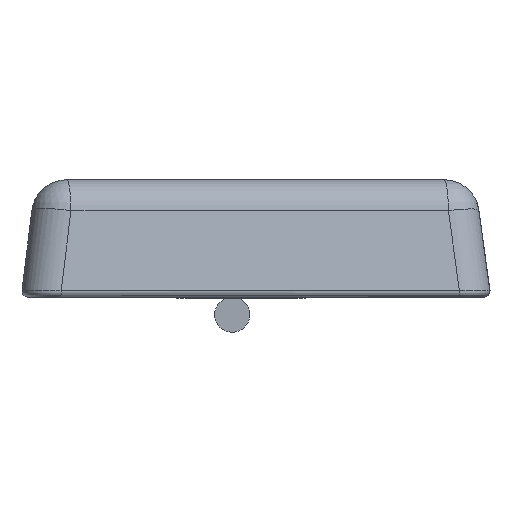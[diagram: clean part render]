
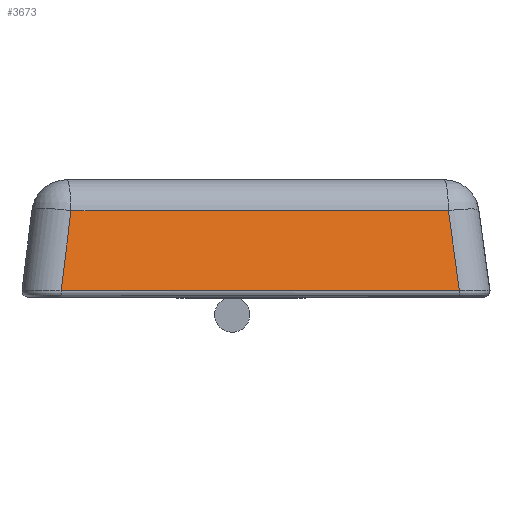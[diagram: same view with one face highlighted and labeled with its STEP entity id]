
A CAD part, left-side view. The second image highlights one B-rep face of the part: STEP entity #3673.
In plain terms, the highlighted planar face has unit normal (-0.985, -0.121, 0.122).
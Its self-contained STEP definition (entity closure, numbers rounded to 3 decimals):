
#846 = CYLINDRICAL_SURFACE('',#847,0.25);
#847 = AXIS2_PLACEMENT_3D('',#848,#849,#850);
#848 = CARTESIAN_POINT('',(2.578,-18.681,0.25));
#849 = DIRECTION('',(-0.122,0.993,0.));
#850 = DIRECTION('',(-0.,0.,-1.));
#2167 = VERTEX_POINT('',#2168);
#2168 = CARTESIAN_POINT('',(0.244,-1.705,0.28
    ));
#2224 = CYLINDRICAL_SURFACE('',#2225,1.5);
#2225 = AXIS2_PLACEMENT_3D('',#2226,#2227,#2228);
#2226 = CARTESIAN_POINT('',(1.651,-1.461,
    -0.409));
#2227 = DIRECTION('',(0.136,-0.121,0.983));
#2228 = DIRECTION('',(0.,0.993,0.122));
#2496 = VERTEX_POINT('',#2497);
#2497 = CARTESIAN_POINT('',(2.328,-18.678,
    0.28));
#2524 = EDGE_CURVE('',#2496,#2167,#2525,.T.);
#2525 = SURFACE_CURVE('',#2526,(#2530,#2537),.PCURVE_S1.);
#2526 = LINE('',#2527,#2528);
#2527 = CARTESIAN_POINT('',(2.332,-18.712,
    0.28));
#2528 = VECTOR('',#2529,1.);
#2529 = DIRECTION('',(-0.122,0.993,0.));
#2530 = PCURVE('',#846,#2531);
#2531 = DEFINITIONAL_REPRESENTATION('',(#2532),#2536);
#2532 = LINE('',#2533,#2534);
#2533 = CARTESIAN_POINT('',(1.693,0.));
#2534 = VECTOR('',#2535,1.);
#2535 = DIRECTION('',(0.,1.));
#2536 = ( GEOMETRIC_REPRESENTATION_CONTEXT(2)
PARAMETRIC_REPRESENTATION_CONTEXT() REPRESENTATION_CONTEXT('2D SPACE',''
  ) );
#2537 = PCURVE('',#2538,#2543);
#2538 = PLANE('',#2539);
#2539 = AXIS2_PLACEMENT_3D('',#2540,#2541,#2542);
#2540 = CARTESIAN_POINT('',(1.542,-10.06,
    2.481));
#2541 = DIRECTION('',(-0.985,-0.121,0.122));
#2542 = DIRECTION('',(-0.122,0.993,0.)
  );
#2543 = DEFINITIONAL_REPRESENTATION('',(#2544),#2548);
#2544 = LINE('',#2545,#2546);
#2545 = CARTESIAN_POINT('',(-8.684,2.217));
#2546 = VECTOR('',#2547,1.);
#2547 = DIRECTION('',(1.,0.));
#2548 = ( GEOMETRIC_REPRESENTATION_CONTEXT(2)
PARAMETRIC_REPRESENTATION_CONTEXT() REPRESENTATION_CONTEXT('2D SPACE',''
  ) );
#2674 = CYLINDRICAL_SURFACE('',#2675,1.5);
#2675 = AXIS2_PLACEMENT_3D('',#2676,#2677,#2678);
#2676 = CARTESIAN_POINT('',(4.291,-17.875,
    4.64));
#2677 = DIRECTION('',(-0.105,-0.135,-0.985));
#2678 = DIRECTION('',(0.121,-0.985,0.122));
#3554 = EDGE_CURVE('',#2167,#3555,#3557,.T.);
#3555 = VERTEX_POINT('',#3556);
#3556 = CARTESIAN_POINT('',(0.716,-2.122,
    3.683));
#3557 = SURFACE_CURVE('',#3558,(#3562,#3569),.PCURVE_S1.);
#3558 = LINE('',#3559,#3560);
#3559 = CARTESIAN_POINT('',(0.174,-1.643,-0.226
    ));
#3560 = VECTOR('',#3561,1.);
#3561 = DIRECTION('',(0.136,-0.121,0.983));
#3562 = PCURVE('',#2224,#3563);
#3563 = DEFINITIONAL_REPRESENTATION('',(#3564),#3568);
#3564 = LINE('',#3565,#3566);
#3565 = CARTESIAN_POINT('',(1.676,0.));
#3566 = VECTOR('',#3567,1.);
#3567 = DIRECTION('',(0.,1.));
#3568 = ( GEOMETRIC_REPRESENTATION_CONTEXT(2)
PARAMETRIC_REPRESENTATION_CONTEXT() REPRESENTATION_CONTEXT('2D SPACE',''
  ) );
#3569 = PCURVE('',#2538,#3570);
#3570 = DEFINITIONAL_REPRESENTATION('',(#3571),#3575);
#3571 = LINE('',#3572,#3573);
#3572 = CARTESIAN_POINT('',(8.521,2.727));
#3573 = VECTOR('',#3574,1.);
#3574 = DIRECTION('',(-0.136,-0.991));
#3575 = ( GEOMETRIC_REPRESENTATION_CONTEXT(2)
PARAMETRIC_REPRESENTATION_CONTEXT() REPRESENTATION_CONTEXT('2D SPACE',''
  ) );
#3673 = ADVANCED_FACE('',(#3674),#2538,.T.);
#3674 = FACE_BOUND('',#3675,.T.);
#3675 = EDGE_LOOP('',(#3676,#3699,#3725,#3726));
#3676 = ORIENTED_EDGE('',*,*,#3677,.F.);
#3677 = EDGE_CURVE('',#3678,#2496,#3680,.T.);
#3678 = VERTEX_POINT('',#3679);
#3679 = CARTESIAN_POINT('',(2.692,-18.212,
    3.683));
#3680 = SURFACE_CURVE('',#3681,(#3685,#3692),.PCURVE_S1.);
#3681 = LINE('',#3682,#3683);
#3682 = CARTESIAN_POINT('',(2.814,-18.056,4.823
    ));
#3683 = VECTOR('',#3684,1.);
#3684 = DIRECTION('',(-0.105,-0.135,-0.985));
#3685 = PCURVE('',#2538,#3686);
#3686 = DEFINITIONAL_REPRESENTATION('',(#3687),#3691);
#3687 = LINE('',#3688,#3689);
#3688 = CARTESIAN_POINT('',(-8.092,-2.359));
#3689 = VECTOR('',#3690,1.);
#3690 = DIRECTION('',(-0.121,0.993));
#3691 = ( GEOMETRIC_REPRESENTATION_CONTEXT(2)
PARAMETRIC_REPRESENTATION_CONTEXT() REPRESENTATION_CONTEXT('2D SPACE',''
  ) );
#3692 = PCURVE('',#2674,#3693);
#3693 = DEFINITIONAL_REPRESENTATION('',(#3694),#3698);
#3694 = LINE('',#3695,#3696);
#3695 = CARTESIAN_POINT('',(1.556,0.));
#3696 = VECTOR('',#3697,1.);
#3697 = DIRECTION('',(0.,1.));
#3698 = ( GEOMETRIC_REPRESENTATION_CONTEXT(2)
PARAMETRIC_REPRESENTATION_CONTEXT() REPRESENTATION_CONTEXT('2D SPACE',''
  ) );
#3699 = ORIENTED_EDGE('',*,*,#3700,.F.);
#3700 = EDGE_CURVE('',#3555,#3678,#3701,.T.);
#3701 = SURFACE_CURVE('',#3702,(#3706,#3713),.PCURVE_S1.);
#3702 = LINE('',#3703,#3704);
#3703 = CARTESIAN_POINT('',(0.533,-0.634,
    3.683));
#3704 = VECTOR('',#3705,1.);
#3705 = DIRECTION('',(0.122,-0.993,0.));
#3706 = PCURVE('',#2538,#3707);
#3707 = DEFINITIONAL_REPRESENTATION('',(#3708),#3712);
#3708 = LINE('',#3709,#3710);
#3709 = CARTESIAN_POINT('',(9.479,-1.21));
#3710 = VECTOR('',#3711,1.);
#3711 = DIRECTION('',(-1.,0.));
#3712 = ( GEOMETRIC_REPRESENTATION_CONTEXT(2)
PARAMETRIC_REPRESENTATION_CONTEXT() REPRESENTATION_CONTEXT('2D SPACE',''
  ) );
#3713 = PCURVE('',#3714,#3719);
#3714 = CYLINDRICAL_SURFACE('',#3715,1.5);
#3715 = AXIS2_PLACEMENT_3D('',#3716,#3717,#3718);
#3716 = CARTESIAN_POINT('',(2.011,-0.452,3.5));
#3717 = DIRECTION('',(0.122,-0.993,0.));
#3718 = DIRECTION('',(-0.985,-0.121,0.122));
#3719 = DEFINITIONAL_REPRESENTATION('',(#3720),#3724);
#3720 = LINE('',#3721,#3722);
#3721 = CARTESIAN_POINT('',(-0.,0.));
#3722 = VECTOR('',#3723,1.);
#3723 = DIRECTION('',(-0.,1.));
#3724 = ( GEOMETRIC_REPRESENTATION_CONTEXT(2)
PARAMETRIC_REPRESENTATION_CONTEXT() REPRESENTATION_CONTEXT('2D SPACE',''
  ) );
#3725 = ORIENTED_EDGE('',*,*,#3554,.F.);
#3726 = ORIENTED_EDGE('',*,*,#2524,.F.);
